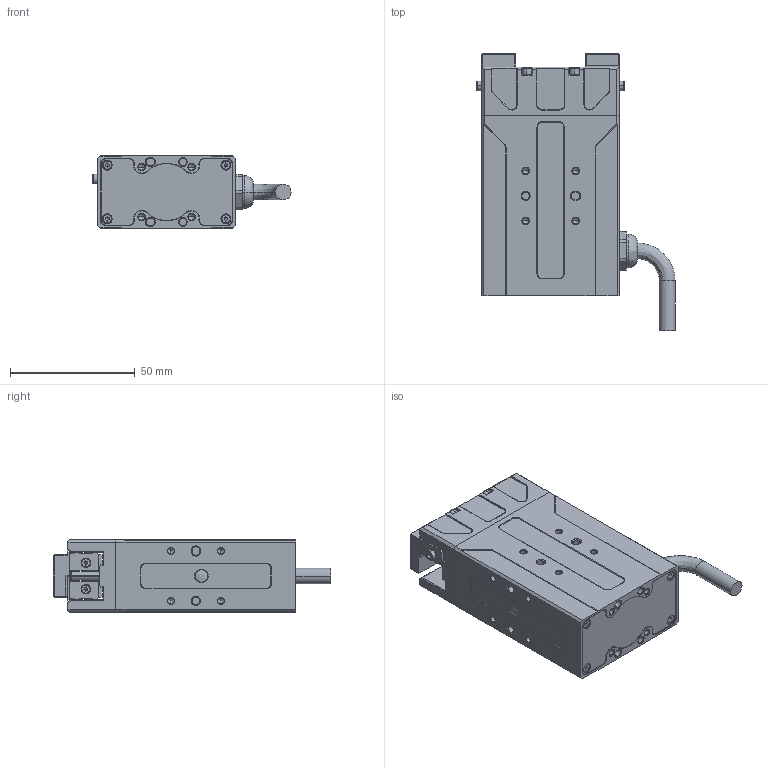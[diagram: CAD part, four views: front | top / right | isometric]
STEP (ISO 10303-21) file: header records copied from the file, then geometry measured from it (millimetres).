
FILE_DESCRIPTION (( 'STEP AP214' ), '1' );
FILE_NAME ('EIG2-13050.step', '2022-06-07T14:43:06', ( '' ), ( '' ), 'SwSTEP 2.0', 'SolidWorks 2021', '' );
FILE_SCHEMA (( 'AUTOMOTIVE_DESIGN' ));
Length unit declared in the file: millimetre
Products named in the file (5): EIG2-13050; ^_EIG2-13050(2)_EIG2-13050; EIG2-13050(2)^EIG2-13050; Copia (2) di ^_EIG2-13050(2)_EIG2-13050; ^EIG2-13050(2)_EIG2-13050
Assembly tree (5 placements, depth 4):
  EIG2-13050
    EIG2-13050(2)^EIG2-13050
      ^EIG2-13050(2)_EIG2-13050
        ^_EIG2-13050(2)_EIG2-13050
        Copia (2) di ^_EIG2-13050(2)_EIG2-13050  x2
Bounding box: 79.31 x 110.85 x 29 mm (x, y, z)
Volume: 138427.3 mm3; surface area: 40120.5 mm2
Topology: 31 solids, 33 shells, 1685 faces, 4069 edges, 2479 vertices
Faces by surface type: plane 813, cylinder 454, cone 375, bspline 43
Entity records: 46308 total; most frequent: CARTESIAN_POINT 10123, DIRECTION 7672, ORIENTED_EDGE 7208, EDGE_CURVE 3604, AXIS2_PLACEMENT_3D 2682, LINE 2308, VECTOR 2308, VERTEX_POINT 2230
